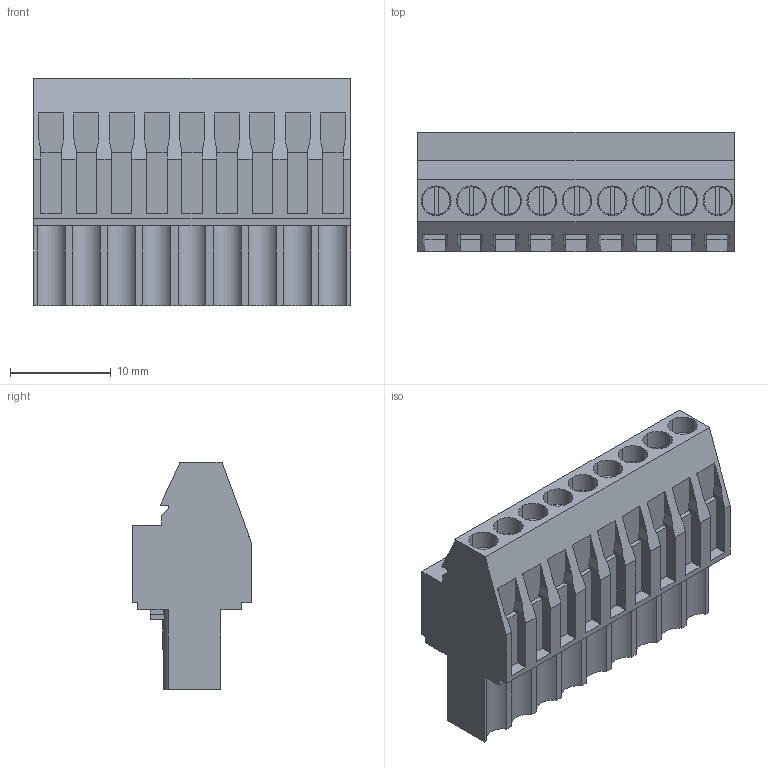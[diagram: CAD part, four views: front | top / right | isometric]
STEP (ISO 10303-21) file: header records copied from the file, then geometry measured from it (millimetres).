
FILE_DESCRIPTION(('CATIA V5 STEP Exchange','CAx-IF Rec.Pracs.--- Model Styling and Organization---1.2---2011-12-15'),'2;1');
FILE_NAME ('D1454013_0_1638620000_1638620000.stp','2017-04-18T07:16:59+00:00',('none'),('Weidmueller'),'CATIA Version 5-6 Release 2014','CATIA V5 STEP AP214','none');
FILE_SCHEMA(('AUTOMOTIVE_DESIGN { 1 0 10303 214 1 1 1 1 }'));
Length unit declared in the file: millimetre
Products named in the file (1): 1638620000
Bounding box: 31.5 x 11.83 x 22.6 mm (x, y, z)
Volume: 4846 mm3; surface area: 3809.4 mm2
Topology: 10 solids, 10 shells, 526 faces, 1450 edges, 980 vertices
Faces by surface type: plane 454, cylinder 72
Entity records: 15675 total; most frequent: ORIENTED_EDGE 2900, CARTESIAN_POINT 2895, DIRECTION 2144, EDGE_CURVE 1450, VECTOR 1216, LINE 1216, VERTEX_POINT 980, AXIS2_PLACEMENT_3D 573
